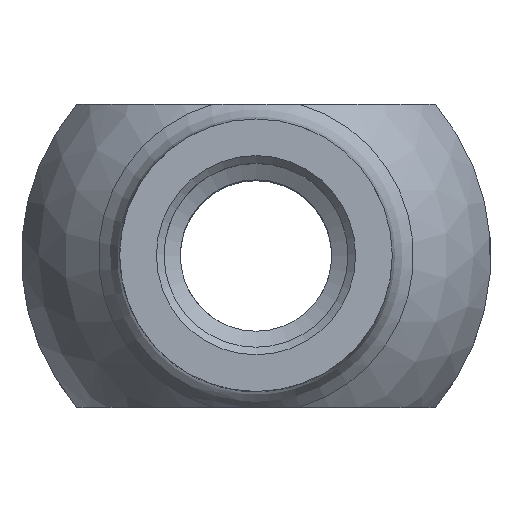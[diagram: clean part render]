
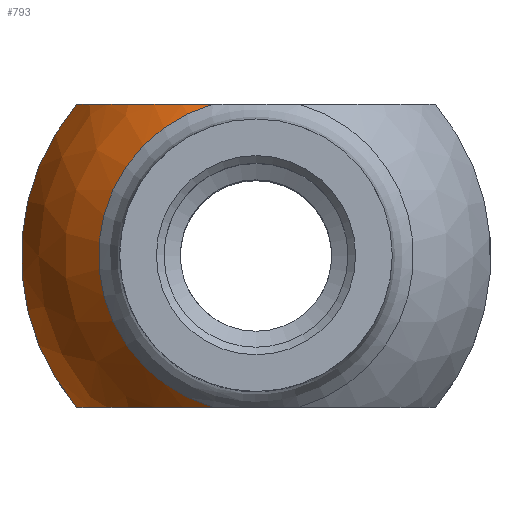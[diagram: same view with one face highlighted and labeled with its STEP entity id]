
A CAD part, top view. The second image highlights one B-rep face of the part: STEP entity #793.
In plain terms, the highlighted spherical face has radius 16 mm.
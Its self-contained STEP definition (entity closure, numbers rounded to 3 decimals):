
#711=CARTESIAN_POINT('',(-12.355,0.807,12.159));
#712=VERTEX_POINT('',#711);
#735=CARTESIAN_POINT('',(-12.355,20.807,12.159));
#736=VERTEX_POINT('',#735);
#750=CARTESIAN_POINT('',(-9.498,10.807,12.159));
#751=DIRECTION('',(0.0,0.0,1.0));
#752=DIRECTION('',(-1.0,0.0,0.0));
#753=AXIS2_PLACEMENT_3D('',#750,#751,#752);
#754=CIRCLE('',#753,10.4);
#755=EDGE_CURVE('',#736,#712,#754,.T.);
#760=CARTESIAN_POINT('',(-9.498,10.807,0.0));
#761=DIRECTION('',(0.0,0.0,1.0));
#762=DIRECTION('',(1.0,0.0,0.0));
#763=AXIS2_PLACEMENT_3D('',#760,#761,#762);
#764=SPHERICAL_SURFACE('',#763,16.0);
#765=ORIENTED_EDGE('',*,*,#755,.F.);
#766=CARTESIAN_POINT('',(-21.341,20.807,3.969));
#767=VERTEX_POINT('',#766);
#768=CARTESIAN_POINT('',(-9.498,20.807,0.0));
#769=DIRECTION('',(0.0,-1.0,0.0));
#770=DIRECTION('',(0.0,0.0,1.0));
#771=AXIS2_PLACEMENT_3D('',#768,#769,#770);
#772=CIRCLE('',#771,12.49);
#773=EDGE_CURVE('',#736,#767,#772,.T.);
#774=ORIENTED_EDGE('',*,*,#773,.T.);
#775=CARTESIAN_POINT('',(-21.341,0.807,3.969));
#776=VERTEX_POINT('',#775);
#777=CARTESIAN_POINT('',(-9.498,10.807,3.969));
#778=DIRECTION('',(0.0,0.0,-1.0));
#779=DIRECTION('',(-1.0,0.0,0.0));
#780=AXIS2_PLACEMENT_3D('',#777,#778,#779);
#781=CIRCLE('',#780,15.5);
#782=EDGE_CURVE('',#776,#767,#781,.T.);
#783=ORIENTED_EDGE('',*,*,#782,.F.);
#784=CARTESIAN_POINT('',(-9.498,0.807,0.0));
#785=DIRECTION('',(0.0,1.0,0.0));
#786=DIRECTION('',(0.0,0.0,-1.0));
#787=AXIS2_PLACEMENT_3D('',#784,#785,#786);
#788=CIRCLE('',#787,12.49);
#789=EDGE_CURVE('',#776,#712,#788,.T.);
#790=ORIENTED_EDGE('',*,*,#789,.T.);
#791=EDGE_LOOP('',(#765,#774,#783,#790));
#792=FACE_OUTER_BOUND('',#791,.T.);
#793=ADVANCED_FACE('',(#792),#764,.T.);
